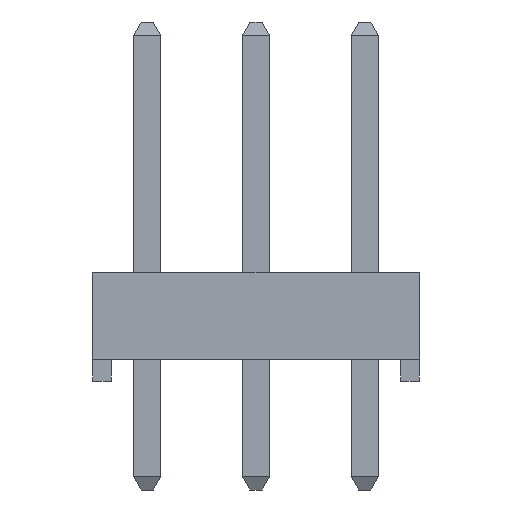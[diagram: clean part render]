
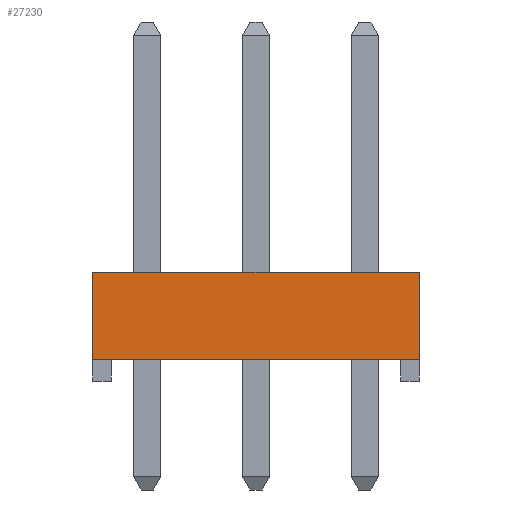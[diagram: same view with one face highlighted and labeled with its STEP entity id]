
A CAD part, left-side view. The second image highlights one B-rep face of the part: STEP entity #27230.
In plain terms, the highlighted planar face has unit normal (-1, 0, 0).
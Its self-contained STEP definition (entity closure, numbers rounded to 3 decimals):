
#1100=FACE_OUTER_BOUND($,#2657,.T.);
#2657=EDGE_LOOP($,(#22146,#22147,#22148,#22149));
#4032=LINE($,#37660,#7886);
#4147=LINE($,#37889,#8001);
#4520=LINE($,#38649,#8374);
#6495=LINE($,#42482,#10349);
#7886=VECTOR($,#30617,7.62);
#8001=VECTOR($,#30750,7.62);
#8374=VECTOR($,#31281,2.032);
#10349=VECTOR($,#34364,2.032);
#11495=VERTEX_POINT($,#37652);
#11498=VERTEX_POINT($,#37658);
#11602=VERTEX_POINT($,#37886);
#11603=VERTEX_POINT($,#37888);
#14100=EDGE_CURVE($,#11498,#11495,#4032,.T.);
#14215=EDGE_CURVE($,#11602,#11603,#4147,.T.);
#14588=EDGE_CURVE($,#11495,#11602,#4520,.T.);
#16563=EDGE_CURVE($,#11498,#11603,#6495,.T.);
#22146=ORIENTED_EDGE($,*,*,#14215,.F.);
#22147=ORIENTED_EDGE($,*,*,#14588,.F.);
#22148=ORIENTED_EDGE($,*,*,#14100,.F.);
#22149=ORIENTED_EDGE($,*,*,#16563,.T.);
#25778=PLANE($,#28693);
#27230=ADVANCED_FACE($,(#1100),#25778,.F.);
#28693=AXIS2_PLACEMENT_3D($,#42481,#34362,#34363);
#30617=DIRECTION($,(0.,-1.,0.));
#30750=DIRECTION($,(0.,1.,0.));
#31281=DIRECTION($,(0.,0.,-1.));
#34362=DIRECTION('center_axis',(1.,0.,0.));
#34363=DIRECTION('ref_axis',(0.,1.,0.));
#34364=DIRECTION($,(0.,0.,-1.));
#37652=CARTESIAN_POINT('',(-25.4,-3.81,2.54));
#37658=CARTESIAN_POINT('',(-25.4,3.81,2.54));
#37660=CARTESIAN_POINT($,(-25.4,3.81,2.54));
#37886=CARTESIAN_POINT('',(-25.4,-3.81,0.508));
#37888=CARTESIAN_POINT('',(-25.4,3.81,0.508));
#37889=CARTESIAN_POINT($,(-25.4,3.81,0.508));
#38649=CARTESIAN_POINT($,(-25.4,-3.81,2.54));
#42481=CARTESIAN_POINT('Origin',(-25.4,3.81,2.54));
#42482=CARTESIAN_POINT($,(-25.4,3.81,2.54));
